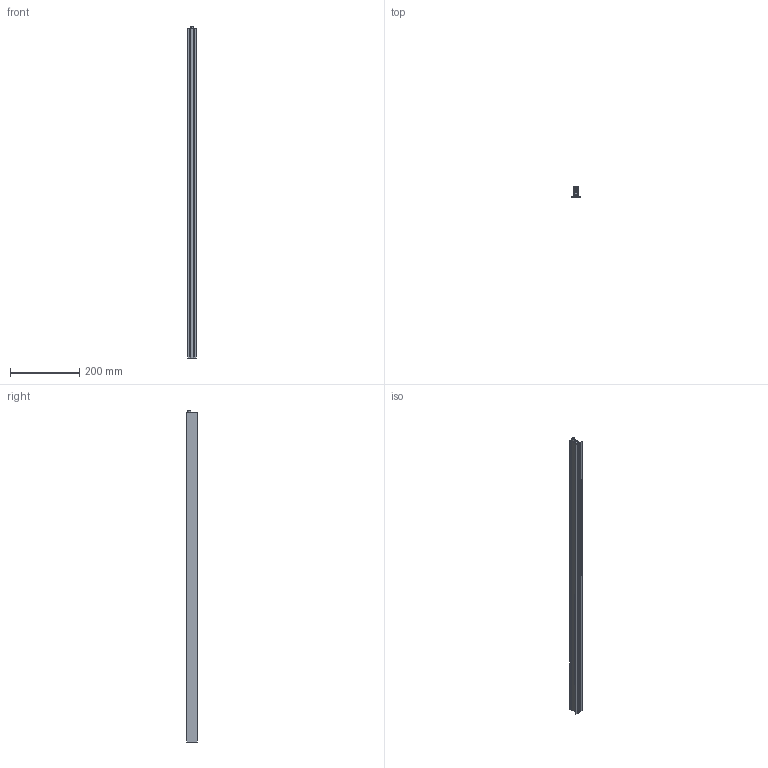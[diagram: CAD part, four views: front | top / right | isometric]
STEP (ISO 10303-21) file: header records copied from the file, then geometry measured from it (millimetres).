
FILE_DESCRIPTION (( 'STEP AP203' ), '1' );
FILE_NAME ('FT950.STEP', '2024-11-27T15:59:12', ( '' ), ( '' ), 'SwSTEP 2.0', 'SolidWorks 2023', '' );
FILE_SCHEMA (( 'CONFIG_CONTROL_DESIGN' ));
Length unit declared in the file: millimetre
Products named in the file (4): FT950; Aussengehäuse_FT_950; Betätigungsteil_FT; Innengeometrie_FT_950
Assembly tree (3 placements, depth 2):
  FT950
    Aussengehäuse_FT_950
    Betätigungsteil_FT
    Innengeometrie_FT_950
Bounding box: 25 x 31 x 958 mm (x, y, z)
Volume: 188448.1 mm3; surface area: 305582.2 mm2
Topology: 20 solids, 20 shells, 652 faces, 1828 edges, 1218 vertices
Faces by surface type: plane 315, bspline 308, cylinder 27, torus 2
Entity records: 36167 total; most frequent: CARTESIAN_POINT 20891, ORIENTED_EDGE 3656, DIRECTION 1972, EDGE_CURVE 1828, VERTEX_POINT 1218, VECTOR 1152, LINE 1152, EDGE_LOOP 734
